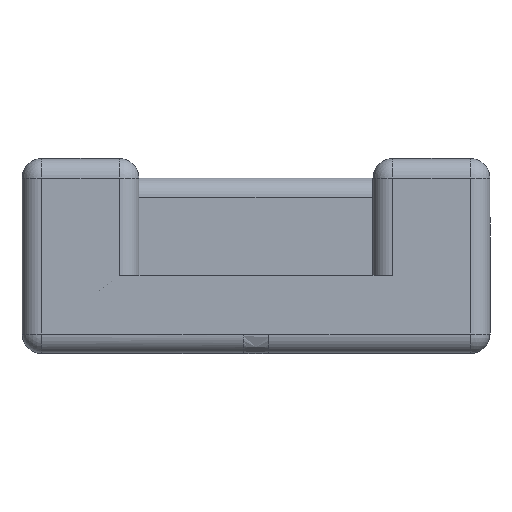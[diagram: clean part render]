
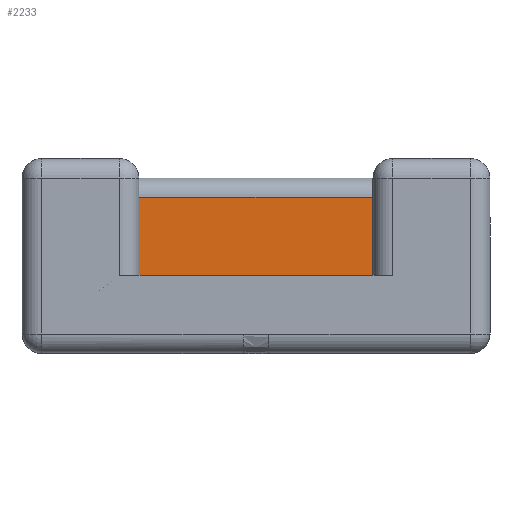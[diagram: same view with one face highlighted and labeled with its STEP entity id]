
A CAD part, left-side view. The second image highlights one B-rep face of the part: STEP entity #2233.
In plain terms, the highlighted planar face has unit normal (-1, 0, 0).
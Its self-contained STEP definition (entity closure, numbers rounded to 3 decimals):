
#128 = CYLINDRICAL_SURFACE('',#129,1.);
#129 = AXIS2_PLACEMENT_3D('',#130,#131,#132);
#130 = CARTESIAN_POINT('',(11.,11.,4.));
#131 = DIRECTION('',(0.,0.,1.));
#132 = DIRECTION('',(0.,1.,0.));
#663 = VERTEX_POINT('',#664);
#664 = CARTESIAN_POINT('',(10.,11.,4.));
#678 = PLANE('',#679);
#679 = AXIS2_PLACEMENT_3D('',#680,#681,#682);
#680 = CARTESIAN_POINT('',(10.,-12.,4.));
#681 = DIRECTION('',(0.,0.,1.));
#682 = DIRECTION('',(-1.,0.,0.));
#807 = EDGE_CURVE('',#663,#808,#810,.T.);
#808 = VERTEX_POINT('',#809);
#809 = CARTESIAN_POINT('',(10.,11.,8.));
#810 = SURFACE_CURVE('',#811,(#815,#822),.PCURVE_S1.);
#811 = LINE('',#812,#813);
#812 = CARTESIAN_POINT('',(10.,11.,4.));
#813 = VECTOR('',#814,1.);
#814 = DIRECTION('',(0.,0.,1.));
#815 = PCURVE('',#128,#816);
#816 = DEFINITIONAL_REPRESENTATION('',(#817),#821);
#817 = LINE('',#818,#819);
#818 = CARTESIAN_POINT('',(1.571,0.));
#819 = VECTOR('',#820,1.);
#820 = DIRECTION('',(0.,1.));
#821 = ( GEOMETRIC_REPRESENTATION_CONTEXT(2) 
PARAMETRIC_REPRESENTATION_CONTEXT() REPRESENTATION_CONTEXT('2D SPACE',''
  ) );
#822 = PCURVE('',#823,#828);
#823 = PLANE('',#824);
#824 = AXIS2_PLACEMENT_3D('',#825,#826,#827);
#825 = CARTESIAN_POINT('',(10.,-12.,9.));
#826 = DIRECTION('',(-1.,0.,0.));
#827 = DIRECTION('',(-0.,0.,-1.));
#828 = DEFINITIONAL_REPRESENTATION('',(#829),#833);
#829 = LINE('',#830,#831);
#830 = CARTESIAN_POINT('',(5.,-23.));
#831 = VECTOR('',#832,1.);
#832 = DIRECTION('',(-1.,0.));
#833 = ( GEOMETRIC_REPRESENTATION_CONTEXT(2) 
PARAMETRIC_REPRESENTATION_CONTEXT() REPRESENTATION_CONTEXT('2D SPACE',''
  ) );
#1957 = VERTEX_POINT('',#1958);
#1958 = CARTESIAN_POINT('',(10.,-11.,4.));
#1984 = EDGE_CURVE('',#1957,#663,#1985,.T.);
#1985 = SURFACE_CURVE('',#1986,(#1990,#1997),.PCURVE_S1.);
#1986 = LINE('',#1987,#1988);
#1987 = CARTESIAN_POINT('',(10.,-12.,4.));
#1988 = VECTOR('',#1989,1.);
#1989 = DIRECTION('',(0.,1.,0.));
#1990 = PCURVE('',#678,#1991);
#1991 = DEFINITIONAL_REPRESENTATION('',(#1992),#1996);
#1992 = LINE('',#1993,#1994);
#1993 = CARTESIAN_POINT('',(0.,0.));
#1994 = VECTOR('',#1995,1.);
#1995 = DIRECTION('',(0.,-1.));
#1996 = ( GEOMETRIC_REPRESENTATION_CONTEXT(2) 
PARAMETRIC_REPRESENTATION_CONTEXT() REPRESENTATION_CONTEXT('2D SPACE',''
  ) );
#1997 = PCURVE('',#823,#1998);
#1998 = DEFINITIONAL_REPRESENTATION('',(#1999),#2003);
#1999 = LINE('',#2000,#2001);
#2000 = CARTESIAN_POINT('',(5.,0.));
#2001 = VECTOR('',#2002,1.);
#2002 = DIRECTION('',(0.,-1.));
#2003 = ( GEOMETRIC_REPRESENTATION_CONTEXT(2) 
PARAMETRIC_REPRESENTATION_CONTEXT() REPRESENTATION_CONTEXT('2D SPACE',''
  ) );
#2233 = ADVANCED_FACE('',(#2234),#823,.T.);
#2234 = FACE_BOUND('',#2235,.T.);
#2235 = EDGE_LOOP('',(#2236,#2237,#2265,#2291));
#2236 = ORIENTED_EDGE('',*,*,#1984,.F.);
#2237 = ORIENTED_EDGE('',*,*,#2238,.F.);
#2238 = EDGE_CURVE('',#2239,#1957,#2241,.T.);
#2239 = VERTEX_POINT('',#2240);
#2240 = CARTESIAN_POINT('',(10.,-11.,8.));
#2241 = SURFACE_CURVE('',#2242,(#2246,#2253),.PCURVE_S1.);
#2242 = LINE('',#2243,#2244);
#2243 = CARTESIAN_POINT('',(10.,-11.,9.));
#2244 = VECTOR('',#2245,1.);
#2245 = DIRECTION('',(0.,0.,-1.));
#2246 = PCURVE('',#823,#2247);
#2247 = DEFINITIONAL_REPRESENTATION('',(#2248),#2252);
#2248 = LINE('',#2249,#2250);
#2249 = CARTESIAN_POINT('',(0.,-1.));
#2250 = VECTOR('',#2251,1.);
#2251 = DIRECTION('',(1.,0.));
#2252 = ( GEOMETRIC_REPRESENTATION_CONTEXT(2) 
PARAMETRIC_REPRESENTATION_CONTEXT() REPRESENTATION_CONTEXT('2D SPACE',''
  ) );
#2253 = PCURVE('',#2254,#2259);
#2254 = CYLINDRICAL_SURFACE('',#2255,1.);
#2255 = AXIS2_PLACEMENT_3D('',#2256,#2257,#2258);
#2256 = CARTESIAN_POINT('',(11.,-11.,9.));
#2257 = DIRECTION('',(0.,0.,-1.));
#2258 = DIRECTION('',(-1.,-0.,-0.));
#2259 = DEFINITIONAL_REPRESENTATION('',(#2260),#2264);
#2260 = LINE('',#2261,#2262);
#2261 = CARTESIAN_POINT('',(-0.,0.));
#2262 = VECTOR('',#2263,1.);
#2263 = DIRECTION('',(-0.,1.));
#2264 = ( GEOMETRIC_REPRESENTATION_CONTEXT(2) 
PARAMETRIC_REPRESENTATION_CONTEXT() REPRESENTATION_CONTEXT('2D SPACE',''
  ) );
#2265 = ORIENTED_EDGE('',*,*,#2266,.T.);
#2266 = EDGE_CURVE('',#2239,#808,#2267,.T.);
#2267 = SURFACE_CURVE('',#2268,(#2272,#2279),.PCURVE_S1.);
#2268 = LINE('',#2269,#2270);
#2269 = CARTESIAN_POINT('',(10.,-12.,8.));
#2270 = VECTOR('',#2271,1.);
#2271 = DIRECTION('',(0.,1.,0.));
#2272 = PCURVE('',#823,#2273);
#2273 = DEFINITIONAL_REPRESENTATION('',(#2274),#2278);
#2274 = LINE('',#2275,#2276);
#2275 = CARTESIAN_POINT('',(1.,0.));
#2276 = VECTOR('',#2277,1.);
#2277 = DIRECTION('',(0.,-1.));
#2278 = ( GEOMETRIC_REPRESENTATION_CONTEXT(2) 
PARAMETRIC_REPRESENTATION_CONTEXT() REPRESENTATION_CONTEXT('2D SPACE',''
  ) );
#2279 = PCURVE('',#2280,#2285);
#2280 = CYLINDRICAL_SURFACE('',#2281,1.);
#2281 = AXIS2_PLACEMENT_3D('',#2282,#2283,#2284);
#2282 = CARTESIAN_POINT('',(11.,-12.,8.));
#2283 = DIRECTION('',(0.,1.,0.));
#2284 = DIRECTION('',(0.,0.,1.));
#2285 = DEFINITIONAL_REPRESENTATION('',(#2286),#2290);
#2286 = LINE('',#2287,#2288);
#2287 = CARTESIAN_POINT('',(-1.571,0.));
#2288 = VECTOR('',#2289,1.);
#2289 = DIRECTION('',(-0.,1.));
#2290 = ( GEOMETRIC_REPRESENTATION_CONTEXT(2) 
PARAMETRIC_REPRESENTATION_CONTEXT() REPRESENTATION_CONTEXT('2D SPACE',''
  ) );
#2291 = ORIENTED_EDGE('',*,*,#807,.F.);
